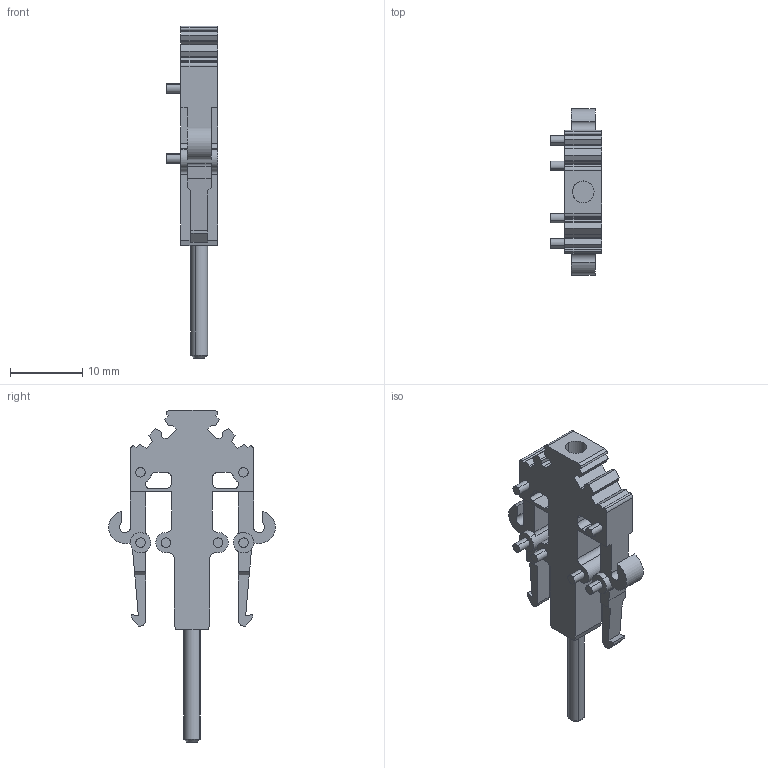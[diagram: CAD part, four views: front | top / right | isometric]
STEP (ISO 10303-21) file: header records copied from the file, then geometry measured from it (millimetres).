
FILE_DESCRIPTION(('CATIA V5R20 STEP214'),'2;1');
FILE_NAME ('5972056_2', '2014-07-22T12:51:54+00:00', ('Weidmueller Interface'), ('Weidmueller'), 'CATIA Version 5 Release 20 SP 5 (IN-10)', 'CATIA V5 STEP AP214', 'none');
FILE_SCHEMA(('AUTOMOTIVE_DESIGN { 1 0 10303 214 1 1 1 1 }'));
Length unit declared in the file: millimetre
Products named in the file (1): WTA_5
Bounding box: 7.1 x 23 x 45.8 mm (x, y, z)
Volume: 1521.4 mm3; surface area: 1893.4 mm2
Topology: 1 solids, 1 shells, 187 faces, 515 edges, 344 vertices
Faces by surface type: plane 115, cylinder 70, cone 2
Entity records: 5572 total; most frequent: ORIENTED_EDGE 1030, CARTESIAN_POINT 990, DIRECTION 775, EDGE_CURVE 515, VECTOR 353, LINE 353, VERTEX_POINT 344, AXIS2_PLACEMENT_3D 293
